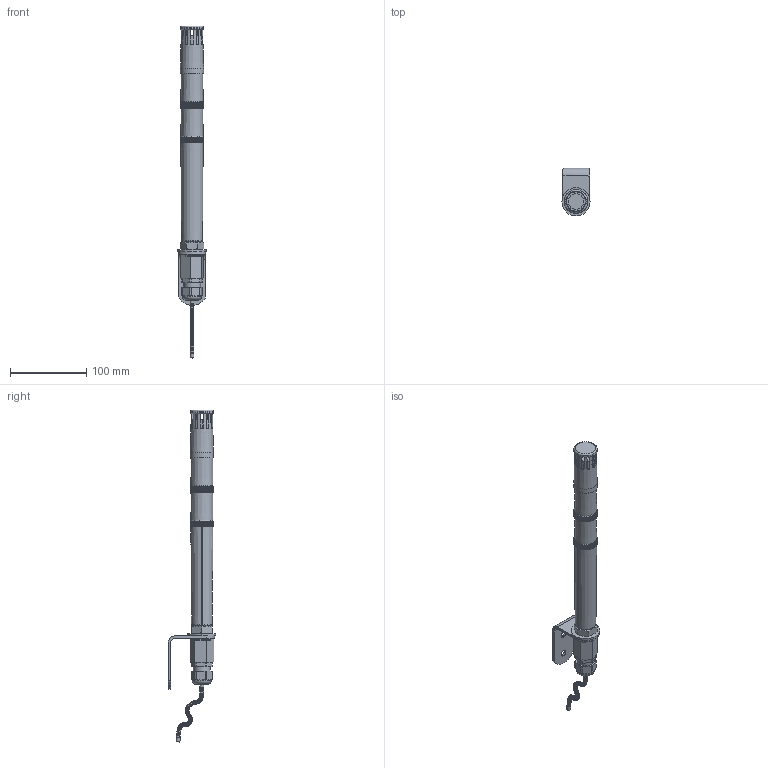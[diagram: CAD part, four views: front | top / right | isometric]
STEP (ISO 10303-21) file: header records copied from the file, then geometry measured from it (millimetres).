
FILE_DESCRIPTION(/* description */ (''),/* implementation_level */ '2;1');
FILE_NAME(/* name */ 'C30 T0 C5 G 24 L2 L7 DD CSS.stp',/* time_stamp */ '2014-12-04T10:23:31+01:00',/* author */ (''),/* organization */ (''),/* preprocessor_version */ 'ST-DEVELOPER v11',/* originating_system */ 'SIEMENS PLM Software NX 7.5',/* authorisation */ '');
FILE_SCHEMA (('AUTOMOTIVE_DESIGN { 1 0 10303 214 1 1 1 1 }'));
Products named in the file (1): m.ne49E51nw1
Bounding box: 36.8 x 62.6 x 434.19 mm (x, y, z)
Volume: 235514.9 mm3; surface area: 65063.8 mm2
Topology: 10 solids, 12 shells, 1836 faces, 5264 edges, 3449 vertices
Faces by surface type: plane 945, cylinder 608, torus 145, cone 82, bspline 56
Full cylindrical faces by diameter (mm): 5 x2, 7 x1, 8.5 x2, 17.3 x1, 20 x7, 21.5 x1, 22.3 x1, 25 x3, 25.4 x2, 26.5 x1, 28.1 x2, 29.3 x3
Entity records: 76949 total; most frequent: CARTESIAN_POINT 34200, ORIENTED_EDGE 10202, DIRECTION 7940, EDGE_CURVE 5101, VERTEX_POINT 3416, AXIS2_PLACEMENT_3D 3123, EDGE_LOOP 1985, ADVANCED_FACE 1827
